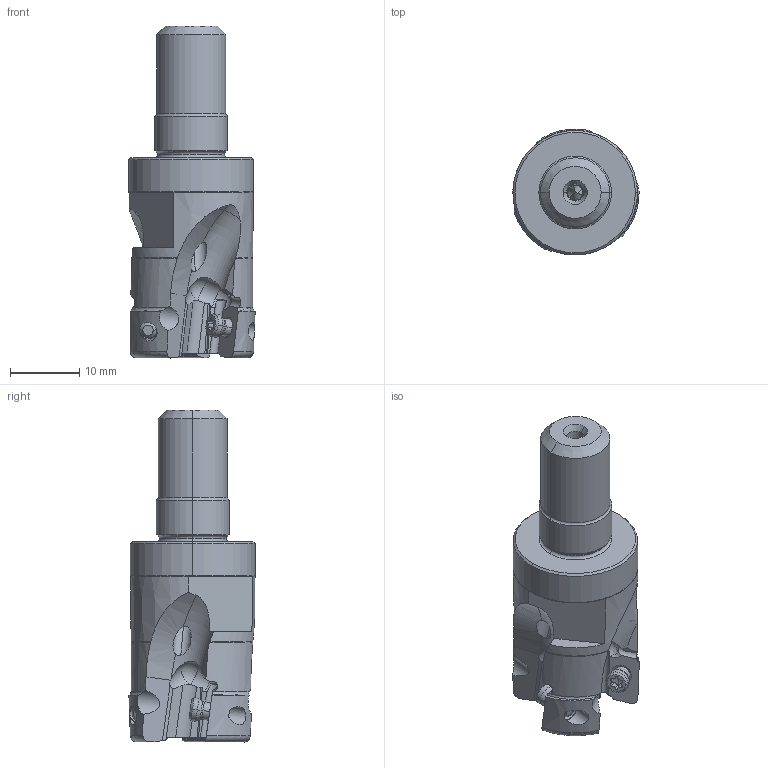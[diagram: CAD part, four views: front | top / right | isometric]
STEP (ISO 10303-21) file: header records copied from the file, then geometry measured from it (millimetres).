
FILE_DESCRIPTION(/* description */ (''),/* implementation_level */ '2;1');
FILE_NAME(/* name */ 'APX3000UR123AM10A30.stp',/* time_stamp */ '2021-09-08T11:46:19+09:00',/* author */ (''),/* organization */ (''),/* preprocessor_version */ 'ST-DEVELOPER v16',/* originating_system */ 'SIEMENS PLM Software NX 10.0',/* authorisation */ '');
FILE_SCHEMA (('AUTOMOTIVE_DESIGN { 1 0 10303 214 3 1 1 1 }'));
Length unit declared in the file: millimetre
Products named in the file (1): APX3000UR123AM10A30_ASM
Bounding box: 18.24 x 18.22 x 47.95 mm (x, y, z)
Volume: 6319.9 mm3; surface area: 3588.5 mm2
Topology: 4 solids, 4 shells, 295 faces, 871 edges, 600 vertices
Faces by surface type: cylinder 126, plane 71, cone 51, torus 30, sphere 15, bspline 2
Entity records: 12876 total; most frequent: CARTESIAN_POINT 4945, ORIENTED_EDGE 1718, DIRECTION 1557, EDGE_CURVE 859, AXIS2_PLACEMENT_3D 664, VERTEX_POINT 577, EDGE_LOOP 312, CIRCLE 303
